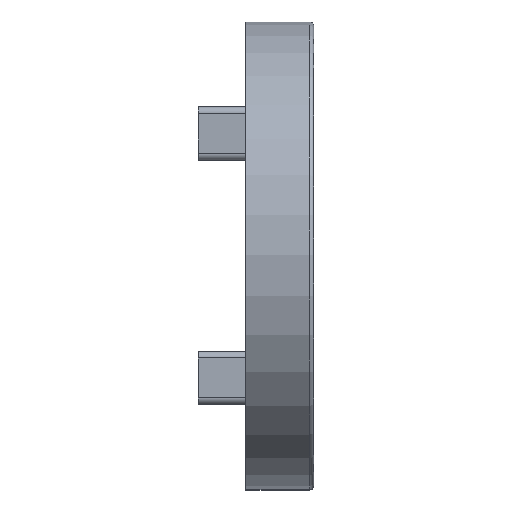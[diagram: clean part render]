
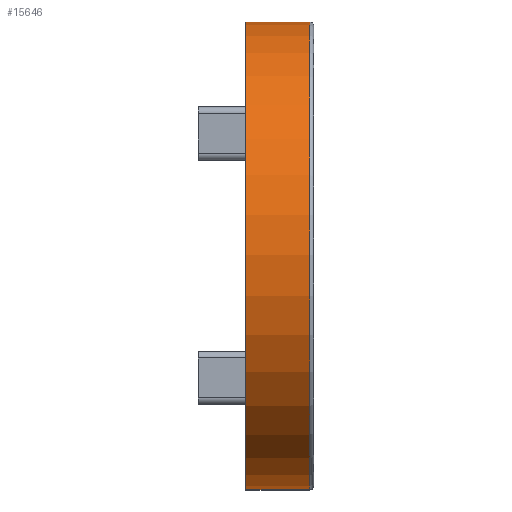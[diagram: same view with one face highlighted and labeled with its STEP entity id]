
A CAD part, top view. The second image highlights one B-rep face of the part: STEP entity #15646.
In plain terms, the highlighted cylindrical face has radius 17.25 mm (diameter 34.5 mm), a partial arc.
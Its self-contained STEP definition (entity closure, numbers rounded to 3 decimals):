
#793 = EDGE_CURVE ( 'NONE', #2154, #15008, #11106, .T. ) ;
#830 = EDGE_LOOP ( 'NONE', ( #10928, #19554, #18752, #10446 ) ) ;
#1432 = DIRECTION ( 'NONE',  ( -1., 0., 0. ) ) ;
#1598 = CARTESIAN_POINT ( 'NONE',  ( 4.7, -17.25, 20.25 ) ) ;
#1614 = VECTOR ( 'NONE', #1432, 1000. ) ;
#1865 = LINE ( 'NONE', #2462, #5939 ) ;
#2154 = VERTEX_POINT ( 'NONE', #10589 ) ;
#2462 = CARTESIAN_POINT ( 'NONE',  ( 5., 17.25, 20.25 ) ) ;
#4468 = DIRECTION ( 'NONE',  ( 0., 0., -1. ) ) ;
#5057 = AXIS2_PLACEMENT_3D ( 'NONE', #18453, #7887, #4468 ) ;
#5576 = EDGE_CURVE ( 'NONE', #9806, #11254, #17070, .T. ) ;
#5627 = DIRECTION ( 'NONE',  ( -1., 0., 0. ) ) ;
#5939 = VECTOR ( 'NONE', #7640, 1000. ) ;
#6396 = CARTESIAN_POINT ( 'NONE',  ( 4.7, 0., 20.25 ) ) ;
#7640 = DIRECTION ( 'NONE',  ( -1., 0., 0. ) ) ;
#7887 = DIRECTION ( 'NONE',  ( 1., 0., 0. ) ) ;
#8986 = CARTESIAN_POINT ( 'NONE',  ( 5., 0., 20.25 ) ) ;
#9806 = VERTEX_POINT ( 'NONE', #1598 ) ;
#9838 = DIRECTION ( 'NONE',  ( -1., 0., 0. ) ) ;
#10446 = ORIENTED_EDGE ( 'NONE', *, *, #793, .T. ) ;
#10589 = CARTESIAN_POINT ( 'NONE',  ( 0., 17.25, 20.25 ) ) ;
#10928 = ORIENTED_EDGE ( 'NONE', *, *, #14900, .F. ) ;
#11106 = CIRCLE ( 'NONE', #5057, 17.25 ) ;
#11254 = VERTEX_POINT ( 'NONE', #13443 ) ;
#12502 = DIRECTION ( 'NONE',  ( 0., 0., 1. ) ) ;
#13048 = CYLINDRICAL_SURFACE ( 'NONE', #21261, 17.25 ) ;
#13443 = CARTESIAN_POINT ( 'NONE',  ( 4.7, 17.25, 20.25 ) ) ;
#14900 = EDGE_CURVE ( 'NONE', #9806, #15008, #16028, .T. ) ;
#15008 = VERTEX_POINT ( 'NONE', #22444 ) ;
#15330 = EDGE_CURVE ( 'NONE', #11254, #2154, #1865, .T. ) ;
#15646 = ADVANCED_FACE ( 'NONE', ( #20079 ), #13048, .T. ) ;
#16028 = LINE ( 'NONE', #18756, #1614 ) ;
#17070 = CIRCLE ( 'NONE', #21807, 17.25 ) ;
#18453 = CARTESIAN_POINT ( 'NONE',  ( 0., 0., 20.25 ) ) ;
#18752 = ORIENTED_EDGE ( 'NONE', *, *, #15330, .T. ) ;
#18756 = CARTESIAN_POINT ( 'NONE',  ( 5., -17.25, 20.25 ) ) ;
#19554 = ORIENTED_EDGE ( 'NONE', *, *, #5576, .T. ) ;
#20079 = FACE_OUTER_BOUND ( 'NONE', #830, .T. ) ;
#21261 = AXIS2_PLACEMENT_3D ( 'NONE', #8986, #5627, #12502 ) ;
#21807 = AXIS2_PLACEMENT_3D ( 'NONE', #6396, #9838, #22181 ) ;
#22181 = DIRECTION ( 'NONE',  ( 0., 0., -1. ) ) ;
#22444 = CARTESIAN_POINT ( 'NONE',  ( 0., -17.25, 20.25 ) ) ;
